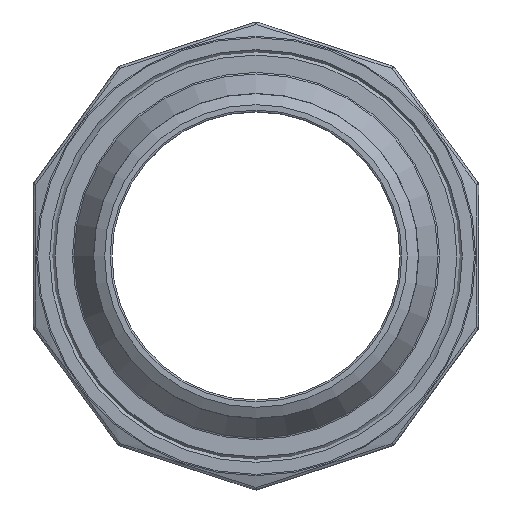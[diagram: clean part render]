
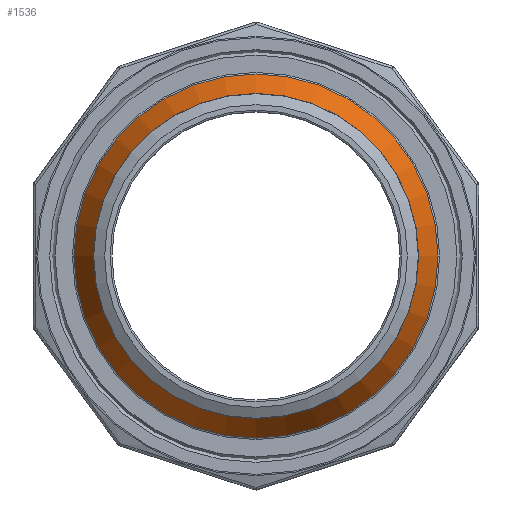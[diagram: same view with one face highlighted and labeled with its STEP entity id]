
A CAD part, left-side view. The second image highlights one B-rep face of the part: STEP entity #1536.
In plain terms, the highlighted conical face has half-angle 30 degrees and reference radius 50 mm.
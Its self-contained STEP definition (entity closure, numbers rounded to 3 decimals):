
#352 = CIRCLE ( 'NONE', #14031, 44.517 ) ;
#645 = ORIENTED_EDGE ( 'NONE', *, *, #1748, .T. ) ;
#1329 = CIRCLE ( 'NONE', #4761, 49.856 ) ;
#1536 = ADVANCED_FACE ( 'NONE', ( #4435, #16283 ), #16831, .T. ) ;
#1748 = EDGE_CURVE ( 'NONE', #18340, #18340, #352, .T. ) ;
#4435 = FACE_BOUND ( 'NONE', #12233, .T. ) ;
#4633 = DIRECTION ( 'NONE',  ( 0., 1., 0. ) ) ;
#4761 = AXIS2_PLACEMENT_3D ( 'NONE', #10359, #7311, #8914 ) ;
#5318 = CARTESIAN_POINT ( 'NONE',  ( -28.497, 44.517, 0. ) ) ;
#5543 = DIRECTION ( 'NONE',  ( 0., 1., 0. ) ) ;
#6129 = EDGE_CURVE ( 'NONE', #14552, #14552, #1329, .T. ) ;
#7311 = DIRECTION ( 'NONE',  ( -1., 0., 0. ) ) ;
#7453 = EDGE_LOOP ( 'NONE', ( #16130 ) ) ;
#7861 = AXIS2_PLACEMENT_3D ( 'NONE', #14994, #14718, #4633 ) ;
#8914 = DIRECTION ( 'NONE',  ( 0., 1., 0. ) ) ;
#10359 = CARTESIAN_POINT ( 'NONE',  ( -19.25, 0., 0. ) ) ;
#12233 = EDGE_LOOP ( 'NONE', ( #645 ) ) ;
#12919 = CARTESIAN_POINT ( 'NONE',  ( -28.497, 0., 0. ) ) ;
#14031 = AXIS2_PLACEMENT_3D ( 'NONE', #12919, #18870, #5543 ) ;
#14552 = VERTEX_POINT ( 'NONE', #17371 ) ;
#14718 = DIRECTION ( 'NONE',  ( 1., 0., 0. ) ) ;
#14994 = CARTESIAN_POINT ( 'NONE',  ( -19., 0., 0. ) ) ;
#16130 = ORIENTED_EDGE ( 'NONE', *, *, #6129, .T. ) ;
#16283 = FACE_OUTER_BOUND ( 'NONE', #7453, .T. ) ;
#16831 = CONICAL_SURFACE ( 'NONE', #7861, 50., 0.524 ) ;
#17371 = CARTESIAN_POINT ( 'NONE',  ( -19.25, 49.856, 0. ) ) ;
#18340 = VERTEX_POINT ( 'NONE', #5318 ) ;
#18870 = DIRECTION ( 'NONE',  ( 1., 0., 0. ) ) ;
